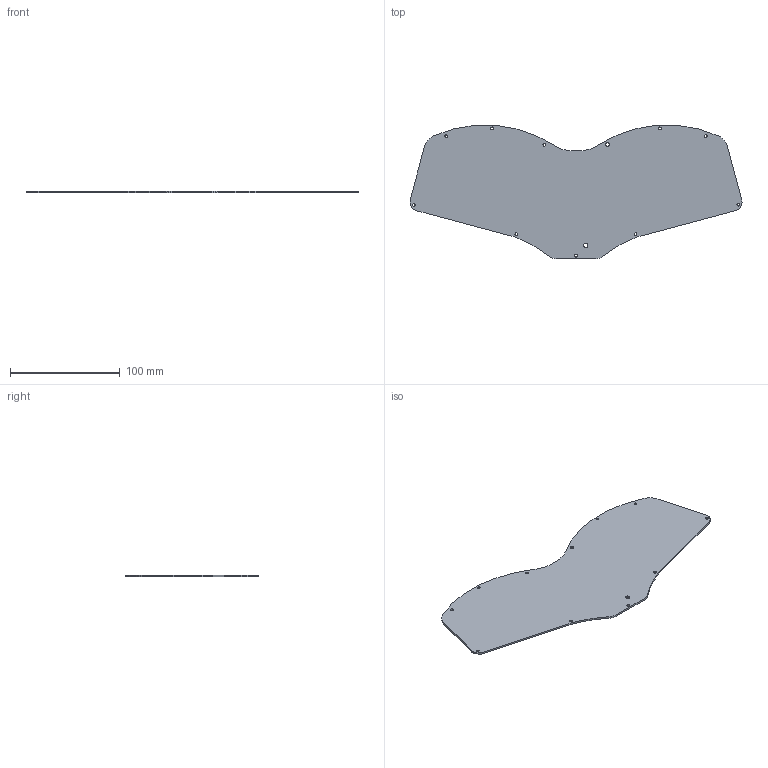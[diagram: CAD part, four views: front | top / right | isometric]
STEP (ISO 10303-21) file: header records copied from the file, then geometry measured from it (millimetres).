
FILE_DESCRIPTION(/* description */ (''),/* implementation_level */ '2;1');
FILE_NAME(/* name */ 'ffkb-lite-6-bot.step',/* time_stamp */ '2023-04-25T16:13:54-07:00',/* author */ (''),/* organization */ (''),/* preprocessor_version */ 'ST-DEVELOPER v19.2',/* originating_system */ 'Autodesk Translation Framework v12.4.0.73',/* authorisation */ '');
FILE_SCHEMA (('AUTOMOTIVE_DESIGN { 1 0 10303 214 3 1 1 }'));
Length unit declared in the file: millimetre
Products named in the file (1): ffkb-lite-6-bot
Bounding box: 302.69 x 121.66 x 1.6 mm (x, y, z)
Volume: 42411.9 mm3; surface area: 54348.4 mm2
Topology: 1 solids, 1 shells, 38 faces, 108 edges, 72 vertices
Faces by surface type: cylinder 22, plane 12, bspline 4
Full cylindrical faces by diameter (mm): 2.5 x10, 3.5 x1, 4 x1
Entity records: 1421 total; most frequent: CARTESIAN_POINT 331, ORIENTED_EDGE 216, DIRECTION 214, EDGE_CURVE 108, AXIS2_PLACEMENT_3D 79, VERTEX_POINT 72, EDGE_LOOP 62, LINE 56
